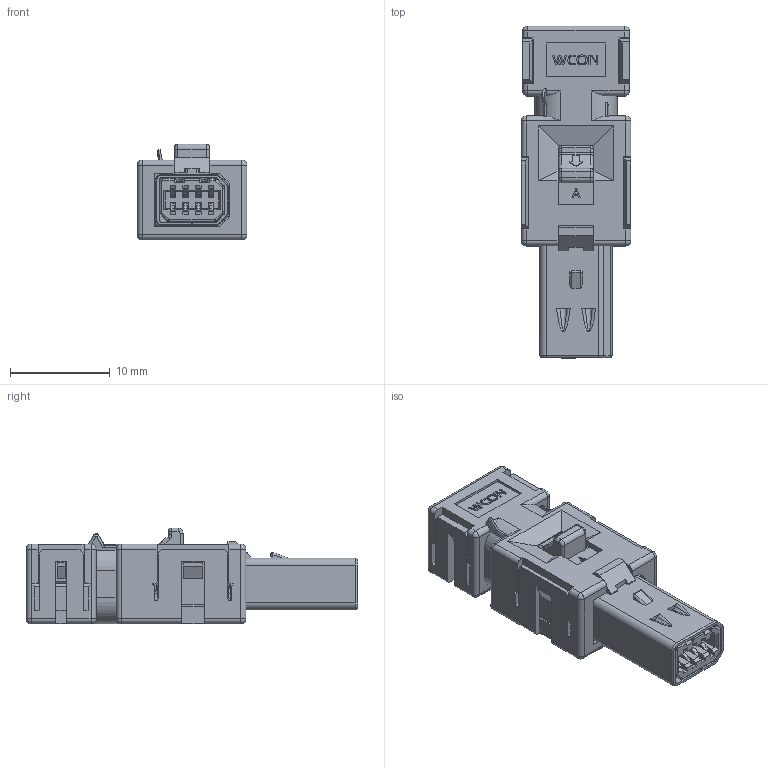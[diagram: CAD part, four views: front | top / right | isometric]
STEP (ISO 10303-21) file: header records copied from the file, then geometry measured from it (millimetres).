
FILE_DESCRIPTION( ('This file contains a STEP AP42 implementation' ,'as created by ZW3D STEP Interface translator.') ,'2;1' );
FILE_NAME( '6362-08MDHSXMCBA1.stp' ,'231023.141647', (''), ('ZWCAD Software Co.'), 'Version 1.0', 'ZW3D to STEP translator', '' );
FILE_SCHEMA(('AUTOMOTIVE_DESIGN { 1 0 10303 214 1 1 1 1 }'));
Length unit declared in the file: millimetre
Products named in the file (2): 0; 6362-08MDHS4MCBA1
Bounding box: 11 x 33.2 x 9.6 mm (x, y, z)
Volume: 1292.3 mm3; surface area: 4381.7 mm2
Topology: 1 solids, 1 shells, 3466 faces, 9332 edges, 5969 vertices
Faces by surface type: plane 2641, cylinder 478, bspline 291, torus 26, sphere 20, cone 10
Full cylindrical faces by diameter (mm): 6.7 x1
Entity records: 122136 total; most frequent: CARTESIAN_POINT 32900, ORIENTED_EDGE 18720, DIRECTION 16163, EDGE_CURVE 9326, VECTOR 7651, LINE 7651, VERTEX_POINT 5969, AXIS2_PLACEMENT_3D 4256
